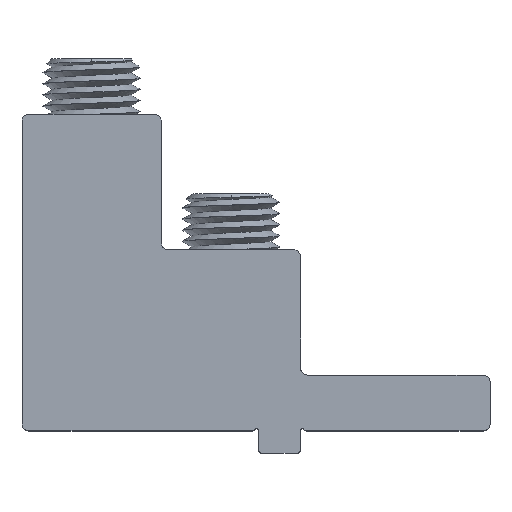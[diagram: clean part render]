
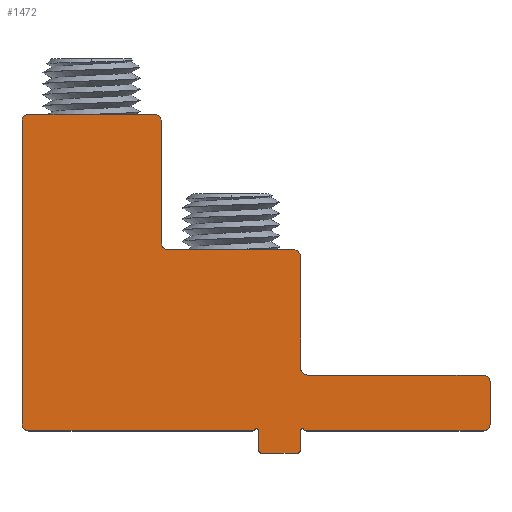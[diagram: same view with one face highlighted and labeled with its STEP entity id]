
A CAD part, top view. The second image highlights one B-rep face of the part: STEP entity #1472.
In plain terms, the highlighted planar face has unit normal (0, 0, 1).
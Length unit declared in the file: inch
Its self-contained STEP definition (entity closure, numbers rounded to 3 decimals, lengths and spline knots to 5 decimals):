
#66=PLANE('',#1643);
#154=FACE_OUTER_BOUND('',#235,.T.);
#235=EDGE_LOOP('',(#1187,#1188,#1189,#1190,#1191,#1192,#1193,#1194,#1195,
#1196,#1197,#1198,#1199,#1200,#1201,#1202,#1203,#1204,#1205,#1206,#1207,
#1208,#1209,#1210,#1211,#1212));
#301=CIRCLE('',#1623,0.031);
#315=CIRCLE('',#1640,0.031);
#317=CIRCLE('',#1644,0.015);
#318=CIRCLE('',#1645,0.0075);
#319=CIRCLE('',#1646,0.015);
#320=CIRCLE('',#1647,0.015);
#321=CIRCLE('',#1648,0.0075);
#322=CIRCLE('',#1649,0.015);
#323=CIRCLE('',#1650,0.031);
#324=CIRCLE('',#1651,0.031);
#325=CIRCLE('',#1652,0.031);
#326=CIRCLE('',#1653,0.031);
#327=CIRCLE('',#1654,0.031);
#328=CIRCLE('',#1655,0.031);
#436=LINE('',#4697,#536);
#450=LINE('',#4754,#550);
#452=LINE('',#4764,#552);
#453=LINE('',#4768,#553);
#454=LINE('',#4772,#554);
#455=LINE('',#4778,#555);
#456=LINE('',#4782,#556);
#457=LINE('',#4786,#557);
#458=LINE('',#4790,#558);
#459=LINE('',#4794,#559);
#460=LINE('',#4798,#560);
#461=LINE('',#4800,#561);
#536=VECTOR('',#1856,0.3937);
#550=VECTOR('',#1904,0.3937);
#552=VECTOR('',#1914,0.3937);
#553=VECTOR('',#1917,0.3937);
#554=VECTOR('',#1920,0.3937);
#555=VECTOR('',#1925,0.3937);
#556=VECTOR('',#1928,0.3937);
#557=VECTOR('',#1931,0.3937);
#558=VECTOR('',#1934,0.3937);
#559=VECTOR('',#1937,0.3937);
#560=VECTOR('',#1940,0.3937);
#561=VECTOR('',#1943,0.3937);
#660=VERTEX_POINT('',#4687);
#661=VERTEX_POINT('',#4689);
#663=VERTEX_POINT('',#4695);
#687=VERTEX_POINT('',#4747);
#688=VERTEX_POINT('',#4749);
#689=VERTEX_POINT('',#4753);
#691=VERTEX_POINT('',#4759);
#692=VERTEX_POINT('',#4761);
#693=VERTEX_POINT('',#4763);
#694=VERTEX_POINT('',#4765);
#695=VERTEX_POINT('',#4767);
#696=VERTEX_POINT('',#4769);
#697=VERTEX_POINT('',#4771);
#698=VERTEX_POINT('',#4773);
#699=VERTEX_POINT('',#4775);
#700=VERTEX_POINT('',#4777);
#701=VERTEX_POINT('',#4779);
#702=VERTEX_POINT('',#4781);
#703=VERTEX_POINT('',#4783);
#704=VERTEX_POINT('',#4785);
#705=VERTEX_POINT('',#4787);
#706=VERTEX_POINT('',#4789);
#707=VERTEX_POINT('',#4791);
#708=VERTEX_POINT('',#4793);
#709=VERTEX_POINT('',#4795);
#710=VERTEX_POINT('',#4797);
#838=EDGE_CURVE('',#660,#661,#301,.T.);
#842=EDGE_CURVE('',#663,#660,#436,.T.);
#868=EDGE_CURVE('',#687,#688,#315,.T.);
#870=EDGE_CURVE('',#688,#689,#450,.T.);
#873=EDGE_CURVE('',#691,#663,#317,.T.);
#874=EDGE_CURVE('',#691,#692,#318,.T.);
#875=EDGE_CURVE('',#693,#692,#452,.T.);
#876=EDGE_CURVE('',#694,#693,#319,.T.);
#877=EDGE_CURVE('',#695,#694,#453,.T.);
#878=EDGE_CURVE('',#696,#695,#320,.T.);
#879=EDGE_CURVE('',#697,#696,#454,.T.);
#880=EDGE_CURVE('',#697,#698,#321,.T.);
#881=EDGE_CURVE('',#699,#698,#322,.T.);
#882=EDGE_CURVE('',#700,#699,#455,.T.);
#883=EDGE_CURVE('',#701,#700,#323,.T.);
#884=EDGE_CURVE('',#702,#701,#456,.T.);
#885=EDGE_CURVE('',#703,#702,#324,.T.);
#886=EDGE_CURVE('',#704,#703,#457,.T.);
#887=EDGE_CURVE('',#705,#704,#325,.T.);
#888=EDGE_CURVE('',#706,#705,#458,.T.);
#889=EDGE_CURVE('',#707,#706,#326,.T.);
#890=EDGE_CURVE('',#708,#707,#459,.T.);
#891=EDGE_CURVE('',#709,#708,#327,.T.);
#892=EDGE_CURVE('',#710,#709,#460,.T.);
#893=EDGE_CURVE('',#689,#710,#328,.T.);
#894=EDGE_CURVE('',#661,#687,#461,.T.);
#1187=ORIENTED_EDGE('',*,*,#838,.F.);
#1188=ORIENTED_EDGE('',*,*,#842,.F.);
#1189=ORIENTED_EDGE('',*,*,#873,.F.);
#1190=ORIENTED_EDGE('',*,*,#874,.T.);
#1191=ORIENTED_EDGE('',*,*,#875,.F.);
#1192=ORIENTED_EDGE('',*,*,#876,.F.);
#1193=ORIENTED_EDGE('',*,*,#877,.F.);
#1194=ORIENTED_EDGE('',*,*,#878,.F.);
#1195=ORIENTED_EDGE('',*,*,#879,.F.);
#1196=ORIENTED_EDGE('',*,*,#880,.T.);
#1197=ORIENTED_EDGE('',*,*,#881,.F.);
#1198=ORIENTED_EDGE('',*,*,#882,.F.);
#1199=ORIENTED_EDGE('',*,*,#883,.F.);
#1200=ORIENTED_EDGE('',*,*,#884,.F.);
#1201=ORIENTED_EDGE('',*,*,#885,.F.);
#1202=ORIENTED_EDGE('',*,*,#886,.F.);
#1203=ORIENTED_EDGE('',*,*,#887,.F.);
#1204=ORIENTED_EDGE('',*,*,#888,.F.);
#1205=ORIENTED_EDGE('',*,*,#889,.F.);
#1206=ORIENTED_EDGE('',*,*,#890,.F.);
#1207=ORIENTED_EDGE('',*,*,#891,.F.);
#1208=ORIENTED_EDGE('',*,*,#892,.F.);
#1209=ORIENTED_EDGE('',*,*,#893,.F.);
#1210=ORIENTED_EDGE('',*,*,#870,.F.);
#1211=ORIENTED_EDGE('',*,*,#868,.F.);
#1212=ORIENTED_EDGE('',*,*,#894,.F.);
#1472=ADVANCED_FACE('',(#154),#66,.T.);
#1623=AXIS2_PLACEMENT_3D('',#4690,#1849,#1850);
#1640=AXIS2_PLACEMENT_3D('',#4750,#1899,#1900);
#1643=AXIS2_PLACEMENT_3D('',#4758,#1908,#1909);
#1644=AXIS2_PLACEMENT_3D('',#4760,#1910,#1911);
#1645=AXIS2_PLACEMENT_3D('',#4762,#1912,#1913);
#1646=AXIS2_PLACEMENT_3D('',#4766,#1915,#1916);
#1647=AXIS2_PLACEMENT_3D('',#4770,#1918,#1919);
#1648=AXIS2_PLACEMENT_3D('',#4774,#1921,#1922);
#1649=AXIS2_PLACEMENT_3D('',#4776,#1923,#1924);
#1650=AXIS2_PLACEMENT_3D('',#4780,#1926,#1927);
#1651=AXIS2_PLACEMENT_3D('',#4784,#1929,#1930);
#1652=AXIS2_PLACEMENT_3D('',#4788,#1932,#1933);
#1653=AXIS2_PLACEMENT_3D('',#4792,#1935,#1936);
#1654=AXIS2_PLACEMENT_3D('',#4796,#1938,#1939);
#1655=AXIS2_PLACEMENT_3D('',#4799,#1941,#1942);
#1849=DIRECTION('center_axis',(0.,0.,-1.));
#1850=DIRECTION('ref_axis',(-0.707,-0.707,0.));
#1856=DIRECTION('',(-1.,0.,0.));
#1899=DIRECTION('center_axis',(0.,0.,-1.));
#1900=DIRECTION('ref_axis',(-0.707,0.707,0.));
#1904=DIRECTION('',(1.,0.,0.));
#1908=DIRECTION('center_axis',(0.,0.,1.));
#1909=DIRECTION('ref_axis',(1.,0.,0.));
#1910=DIRECTION('center_axis',(0.,0.,-1.));
#1911=DIRECTION('ref_axis',(0.471,-0.882,0.));
#1912=DIRECTION('center_axis',(0.,0.,-1.));
#1913=DIRECTION('ref_axis',(-1.,0.,0.));
#1914=DIRECTION('',(0.,1.,0.));
#1915=DIRECTION('center_axis',(0.,0.,-1.));
#1916=DIRECTION('ref_axis',(-0.707,-0.707,0.));
#1917=DIRECTION('',(-1.,0.,0.));
#1918=DIRECTION('center_axis',(0.,0.,-1.));
#1919=DIRECTION('ref_axis',(0.707,-0.707,0.));
#1920=DIRECTION('',(0.,-1.,0.));
#1921=DIRECTION('center_axis',(0.,0.,-1.));
#1922=DIRECTION('ref_axis',(-1.,0.,0.));
#1923=DIRECTION('center_axis',(0.,0.,-1.));
#1924=DIRECTION('ref_axis',(-0.471,-0.882,0.));
#1925=DIRECTION('',(-1.,0.,0.));
#1926=DIRECTION('center_axis',(0.,0.,-1.));
#1927=DIRECTION('ref_axis',(0.707,-0.707,0.));
#1928=DIRECTION('',(0.,-1.,0.));
#1929=DIRECTION('center_axis',(0.,0.,-1.));
#1930=DIRECTION('ref_axis',(0.707,0.707,0.));
#1931=DIRECTION('',(1.,0.,0.));
#1932=DIRECTION('center_axis',(0.,0.,1.));
#1933=DIRECTION('ref_axis',(-0.707,-0.707,0.));
#1934=DIRECTION('',(0.,-1.,0.));
#1935=DIRECTION('center_axis',(0.,0.,-1.));
#1936=DIRECTION('ref_axis',(0.707,0.707,0.));
#1937=DIRECTION('',(1.,0.,0.));
#1938=DIRECTION('center_axis',(0.,0.,1.));
#1939=DIRECTION('ref_axis',(-0.707,-0.707,0.));
#1940=DIRECTION('',(0.,-1.,0.));
#1941=DIRECTION('center_axis',(0.,0.,-1.));
#1942=DIRECTION('ref_axis',(0.707,0.707,0.));
#1943=DIRECTION('',(0.,1.,0.));
#4687=CARTESIAN_POINT('',(-0.54376,-0.72951,0.));
#4689=CARTESIAN_POINT('',(-0.57476,-0.69851,0.));
#4690=CARTESIAN_POINT('Origin',(-0.54376,-0.69851,0.));
#4695=CARTESIAN_POINT('',(0.45903,-0.72951,0.));
#4697=CARTESIAN_POINT('',(0.48524,-0.72951,0.));
#4747=CARTESIAN_POINT('',(-0.57476,0.65949,0.));
#4749=CARTESIAN_POINT('',(-0.54376,0.69049,0.));
#4750=CARTESIAN_POINT('Origin',(-0.54376,0.65949,0.));
#4753=CARTESIAN_POINT('',(0.01924,0.69049,0.));
#4754=CARTESIAN_POINT('',(-0.57476,0.69049,0.));
#4758=CARTESIAN_POINT('Origin',(0.28838,-0.23289,0.));
#4759=CARTESIAN_POINT('',(0.4715,-0.72284,0.));
#4760=CARTESIAN_POINT('Origin',(0.45903,-0.71451,0.));
#4761=CARTESIAN_POINT('',(0.48524,-0.72701,0.));
#4762=CARTESIAN_POINT('Origin',(0.47774,-0.72701,0.));
#4763=CARTESIAN_POINT('',(0.48524,-0.81451,0.));
#4764=CARTESIAN_POINT('',(0.48524,-0.82951,0.));
#4765=CARTESIAN_POINT('',(0.50024,-0.82951,0.));
#4766=CARTESIAN_POINT('Origin',(0.50024,-0.81451,0.));
#4767=CARTESIAN_POINT('',(0.66024,-0.82951,0.));
#4768=CARTESIAN_POINT('',(0.67524,-0.82951,0.));
#4769=CARTESIAN_POINT('',(0.67524,-0.81451,0.));
#4770=CARTESIAN_POINT('Origin',(0.66024,-0.81451,0.));
#4771=CARTESIAN_POINT('',(0.67524,-0.72701,0.));
#4772=CARTESIAN_POINT('',(0.67524,-0.72951,0.));
#4773=CARTESIAN_POINT('',(0.68897,-0.72284,0.));
#4774=CARTESIAN_POINT('Origin',(0.68274,-0.72701,0.));
#4775=CARTESIAN_POINT('',(0.70145,-0.72951,0.));
#4776=CARTESIAN_POINT('Origin',(0.70145,-0.71451,0.));
#4777=CARTESIAN_POINT('',(1.49424,-0.72951,0.));
#4778=CARTESIAN_POINT('',(1.52524,-0.72951,0.));
#4779=CARTESIAN_POINT('',(1.52524,-0.69851,0.));
#4780=CARTESIAN_POINT('Origin',(1.49424,-0.69851,0.));
#4781=CARTESIAN_POINT('',(1.52524,-0.51051,0.));
#4782=CARTESIAN_POINT('',(1.52524,-0.47951,0.));
#4783=CARTESIAN_POINT('',(1.49424,-0.47951,0.));
#4784=CARTESIAN_POINT('Origin',(1.49424,-0.51051,0.));
#4785=CARTESIAN_POINT('',(0.70624,-0.47951,0.));
#4786=CARTESIAN_POINT('',(0.67524,-0.47951,0.));
#4787=CARTESIAN_POINT('',(0.67524,-0.44851,0.));
#4788=CARTESIAN_POINT('Origin',(0.70624,-0.44851,0.));
#4789=CARTESIAN_POINT('',(0.67524,0.05249,0.));
#4790=CARTESIAN_POINT('',(0.67524,0.08349,0.));
#4791=CARTESIAN_POINT('',(0.64424,0.08349,0.));
#4792=CARTESIAN_POINT('Origin',(0.64424,0.05249,0.));
#4793=CARTESIAN_POINT('',(0.08124,0.08349,0.));
#4794=CARTESIAN_POINT('',(0.05024,0.08349,0.));
#4795=CARTESIAN_POINT('',(0.05024,0.11449,0.));
#4796=CARTESIAN_POINT('Origin',(0.08124,0.11449,0.));
#4797=CARTESIAN_POINT('',(0.05024,0.65949,0.));
#4798=CARTESIAN_POINT('',(0.05024,0.69049,0.));
#4799=CARTESIAN_POINT('Origin',(0.01924,0.65949,0.));
#4800=CARTESIAN_POINT('',(-0.57476,-0.72951,0.));
